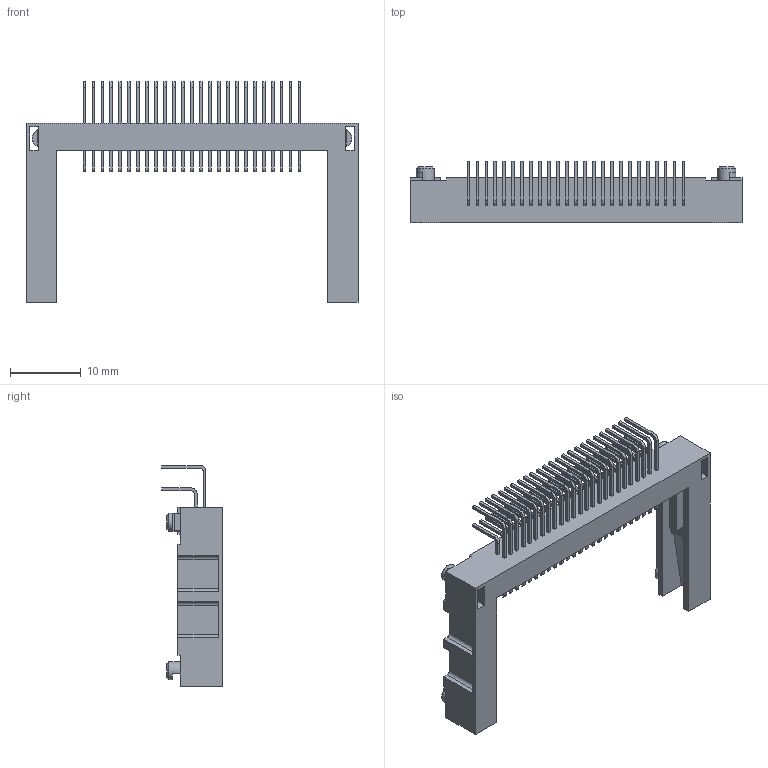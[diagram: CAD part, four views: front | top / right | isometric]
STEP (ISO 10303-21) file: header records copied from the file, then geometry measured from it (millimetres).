
FILE_DESCRIPTION( ( 'STEP AP214' ), '1' );
FILE_NAME( 'CFT-125-01-LM-D-RA-01-SL-SD.stp', '2020-12-05T21:27:00', ( 'License CC BY-ND 4.0' ), ( 'CADENAS' ), ' ', 'PARTsolutions', ' ' );
FILE_SCHEMA( ( 'AUTOMOTIVE_DESIGN { 1 0 10303 214 1 1 1 1 }' ) );
Length unit declared in the file: inch
Products named in the file (3): CFT-125-01-LM-D-RA-01-SL-SD; _CFT-125-01-LM-D-RA-01-SL-BLANKt; _CFT-125-01-LM-D-RA-01-SL-SDp
Assembly tree (2 placements, depth 2):
  CFT-125-01-LM-D-RA-01-SL-SD
    _CFT-125-01-LM-D-RA-01-SL-BLANKt
    _CFT-125-01-LM-D-RA-01-SL-SDp
Bounding box: 47.09 x 8.64 x 31.32 mm (x, y, z)
Volume: 1835.5 mm3; surface area: 4107 mm2
Topology: 2 solids, 2 shells, 1002 faces, 2978 edges, 1984 vertices
Faces by surface type: plane 880, cylinder 118, cone 4
Full cylindrical faces by diameter (mm): 2.54 x4
Entity records: 41320 total; most frequent: CARTESIAN_POINT 6011, ORIENTED_EDGE 5932, DIRECTION 5196, EDGE_CURVE 2966, LINE 2722, VECTOR 2722, VERTEX_POINT 1980, AXIS2_PLACEMENT_3D 1237
